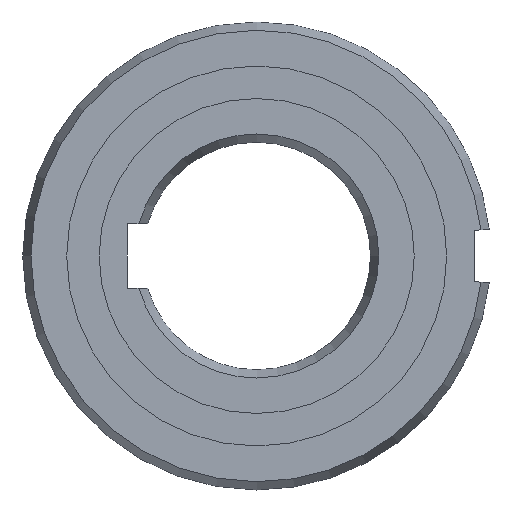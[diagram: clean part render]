
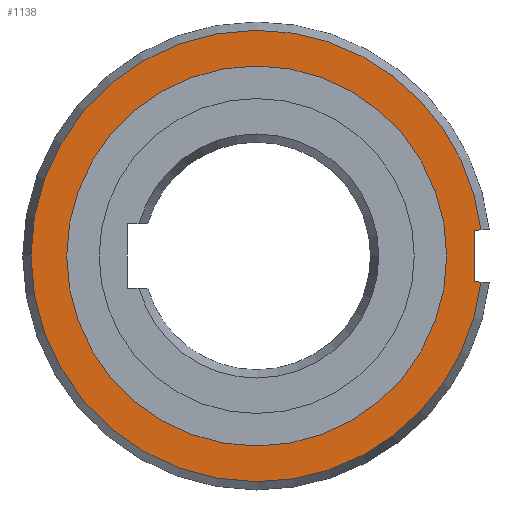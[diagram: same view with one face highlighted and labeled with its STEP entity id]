
A CAD part, left-side view. The second image highlights one B-rep face of the part: STEP entity #1138.
In plain terms, the highlighted planar face has unit normal (-1, 0, 0).
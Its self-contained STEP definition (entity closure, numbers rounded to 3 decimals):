
#782=CARTESIAN_POINT('',(-8.5,-34.495,4.));
#841=CARTESIAN_POINT('',(-8.5,0.,
0.));
#842=DIRECTION('',(1.,0.,0.));
#843=DIRECTION('',(0.,-0.993,-0.115));
#844=AXIS2_PLACEMENT_3D('',#841,#842,#843);
#846=CARTESIAN_POINT('',(-8.5,0.,
0.));
#847=DIRECTION('',(1.,0.,0.));
#848=DIRECTION('',(0.,0.,-1.));
#849=AXIS2_PLACEMENT_3D('',#846,#847,#848);
#851=CARTESIAN_POINT('',(-8.5,0.,
0.));
#852=DIRECTION('',(1.,0.,0.));
#853=DIRECTION('',(0.,0.,1.));
#854=AXIS2_PLACEMENT_3D('',#851,#852,#853);
#856=DIRECTION('',(0.,1.,0.));
#857=VECTOR('',#856,0.995);
#858=CARTESIAN_POINT('',(-8.5,-34.495,4.));
#859=LINE('',#858,#857);
#860=DIRECTION('',(0.,0.,-1.));
#861=VECTOR('',#860,8.);
#862=CARTESIAN_POINT('',(-8.5,-33.5,4.));
#863=LINE('',#862,#861);
#864=DIRECTION('',(0.,-1.,0.));
#865=VECTOR('',#864,0.995);
#866=CARTESIAN_POINT('',(-8.5,-33.5,-4.));
#867=LINE('',#866,#865);
#868=CARTESIAN_POINT('',(-8.5,0.,0.));
#869=DIRECTION('',(-1.,0.,0.));
#870=DIRECTION('',(0.,1.,0.));
#871=AXIS2_PLACEMENT_3D('',#868,#869,#870);
#873=CARTESIAN_POINT('',(-8.5,0.,0.));
#874=DIRECTION('',(-1.,0.,0.));
#875=DIRECTION('',(0.,-1.,0.));
#876=AXIS2_PLACEMENT_3D('',#873,#874,#875);
#979=VERTEX_POINT('',#782);
#980=CARTESIAN_POINT('',(-8.5,0.,
34.726));
#981=VERTEX_POINT('',#980);
#982=CARTESIAN_POINT('',(-8.5,0.,
-34.726));
#983=VERTEX_POINT('',#982);
#984=CARTESIAN_POINT('',(-8.5,-34.495,
-4.));
#985=VERTEX_POINT('',#984);
#1003=CARTESIAN_POINT('',(-8.5,-33.5,-4.));
#1004=VERTEX_POINT('',#1003);
#1007=CARTESIAN_POINT('',(-8.5,-33.5,4.));
#1008=VERTEX_POINT('',#1007);
#1009=CARTESIAN_POINT('',(-8.5,29.23,0.));
#1010=CARTESIAN_POINT('',(-8.5,-29.23,0.));
#1011=VERTEX_POINT('',#1009);
#1012=VERTEX_POINT('',#1010);
#1117=CARTESIAN_POINT('',(-8.5,0.,0.));
#1118=DIRECTION('',(1.,0.,0.));
#1119=DIRECTION('',(0.,-1.,0.));
#1120=AXIS2_PLACEMENT_3D('',#1117,#1118,#1119);
#1121=PLANE('',#1120);
#1122=ORIENTED_EDGE('',*,*,#1048,.T.);
#1123=ORIENTED_EDGE('',*,*,#1046,.T.);
#1124=ORIENTED_EDGE('',*,*,#1044,.T.);
#1126=ORIENTED_EDGE('',*,*,#1125,.T.);
#1128=ORIENTED_EDGE('',*,*,#1127,.T.);
#1129=ORIENTED_EDGE('',*,*,#1108,.T.);
#1130=EDGE_LOOP('',(#1122,#1123,#1124,#1126,#1128,#1129));
#1131=FACE_OUTER_BOUND('',#1130,.F.);
#1133=ORIENTED_EDGE('',*,*,#1132,.T.);
#1135=ORIENTED_EDGE('',*,*,#1134,.T.);
#1136=EDGE_LOOP('',(#1133,#1135));
#1137=FACE_BOUND('',#1136,.F.);
#845=CIRCLE('',#844,34.726);
#850=CIRCLE('',#849,34.726);
#855=CIRCLE('',#854,34.726);
#872=CIRCLE('',#871,29.23);
#877=CIRCLE('',#876,29.23);
#1044=EDGE_CURVE('',#981,#979,#855,.T.);
#1046=EDGE_CURVE('',#983,#981,#850,.T.);
#1048=EDGE_CURVE('',#985,#983,#845,.T.);
#1108=EDGE_CURVE('',#1004,#985,#867,.T.);
#1125=EDGE_CURVE('',#979,#1008,#859,.T.);
#1127=EDGE_CURVE('',#1008,#1004,#863,.T.);
#1132=EDGE_CURVE('',#1011,#1012,#872,.T.);
#1134=EDGE_CURVE('',#1012,#1011,#877,.T.);
#1138=ADVANCED_FACE('',(#1131,#1137),#1121,.F.);
